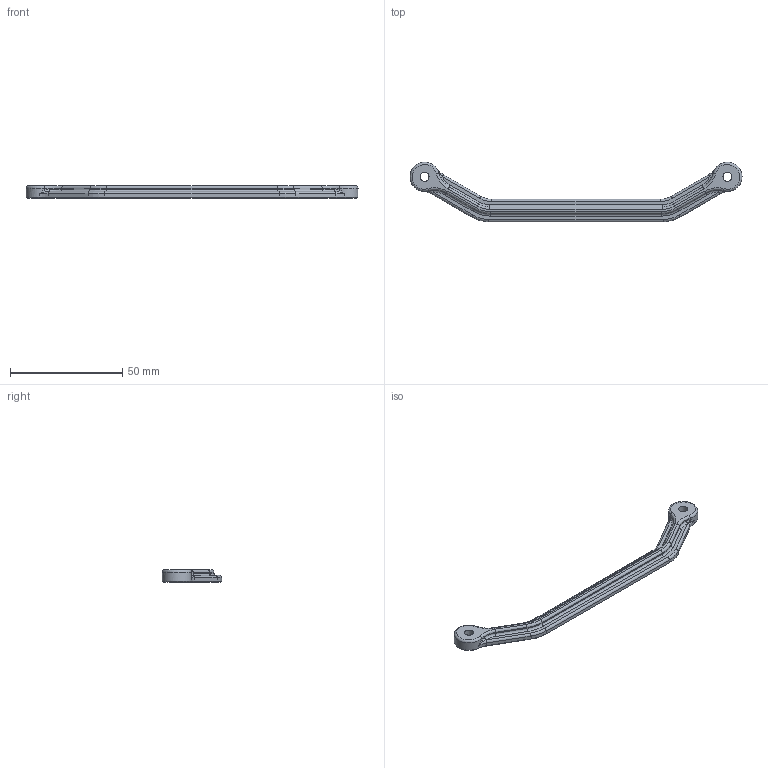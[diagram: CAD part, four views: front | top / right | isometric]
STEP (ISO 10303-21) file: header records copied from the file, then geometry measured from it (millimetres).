
FILE_DESCRIPTION(/* description */ ('STEP AP242','CAx-IF Rec.Pracs.---Representation and Presentation of Product Manufacturing Information (PMI)---4.0---2014-10-13','CAx-IF Rec.Pracs.---3D Tessellated Geometry---0.4---2014-09-14','2;1'),/* implementation_level */ '2;1');
FILE_NAME(/* name */ '68faf0870529209dc0ec8850',/* time_stamp */ '2025-10-24T03:20:40Z',/* author */ (''),/* organization */ (''),/* preprocessor_version */ 'ST-DEVELOPER v20',/* originating_system */ 'ONSHAPE BY PTC INC, 1.205',/* authorisation */ ' ');
FILE_SCHEMA (('AP242_MANAGED_MODEL_BASED_3D_ENGINEERING_MIM_LF { 1 0 10303 442 1 1 4 }'));
Length unit declared in the file: metre
Products named in the file (1): 005_link 135angled
Bounding box: 148 x 26.5 x 5.5 mm (x, y, z)
Volume: 6164.3 mm3; surface area: 4590.3 mm2
Topology: 1 solids, 1 shells, 104 faces, 242 edges, 136 vertices
Faces by surface type: cylinder 38, torus 26, plane 22, cone 10, bspline 8
Full cylindrical faces by diameter (mm): 4 x2
Entity records: 2994 total; most frequent: CARTESIAN_POINT 613, DIRECTION 538, ORIENTED_EDGE 472, EDGE_CURVE 236, AXIS2_PLACEMENT_3D 221, VERTEX_POINT 136, CIRCLE 124, EDGE_LOOP 110
